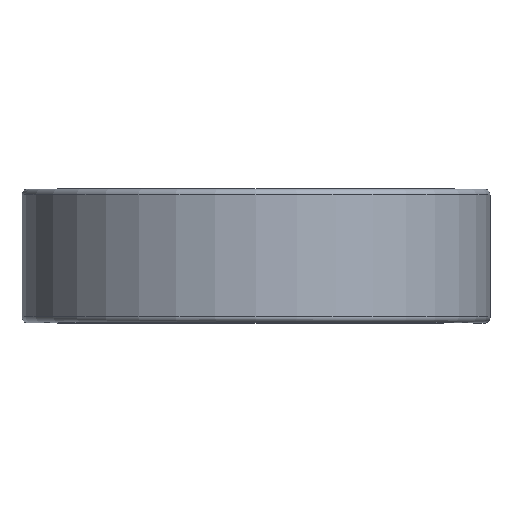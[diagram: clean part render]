
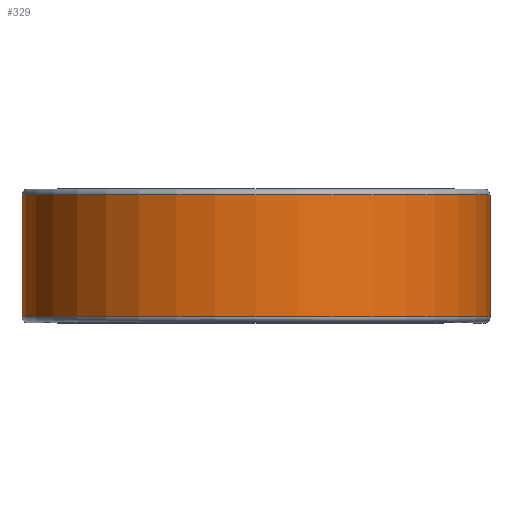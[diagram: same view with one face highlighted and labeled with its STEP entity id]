
A CAD part, top view. The second image highlights one B-rep face of the part: STEP entity #329.
In plain terms, the highlighted cylindrical face has radius 30.582 mm (diameter 61.163 mm), a partial arc.
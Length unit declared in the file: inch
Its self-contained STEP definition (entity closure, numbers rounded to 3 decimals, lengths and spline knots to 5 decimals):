
#2 = VERTEX_POINT ( 'NONE', #1855 ) ;
#23 = CARTESIAN_POINT ( 'NONE',  ( 0., 0.31375, -1.204 ) ) ;
#68 = VECTOR ( 'NONE', #1825, 39.37008 ) ;
#123 = LINE ( 'NONE', #1643, #68 ) ;
#236 = AXIS2_PLACEMENT_3D ( 'NONE', #1666, #1519, #1901 ) ;
#256 = VECTOR ( 'NONE', #2376, 39.37008 ) ;
#329 = ADVANCED_FACE ( 'NONE', ( #619 ), #2357, .T. ) ;
#548 = ORIENTED_EDGE ( 'NONE', *, *, #1071, .F. ) ;
#619 = FACE_OUTER_BOUND ( 'NONE', #1902, .T. ) ;
#625 = EDGE_CURVE ( 'NONE', #1777, #2, #1559, .T. ) ;
#635 = DIRECTION ( 'NONE',  ( 0., 0., -1. ) ) ;
#790 = EDGE_CURVE ( 'NONE', #1640, #2, #1793, .T. ) ;
#956 = VERTEX_POINT ( 'NONE', #1424 ) ;
#1051 = CARTESIAN_POINT ( 'NONE',  ( 0., -0.31375, 0. ) ) ;
#1061 = CARTESIAN_POINT ( 'NONE',  ( 1.204, 0.31375, 0. ) ) ;
#1071 = EDGE_CURVE ( 'NONE', #956, #1640, #1439, .T. ) ;
#1246 = ORIENTED_EDGE ( 'NONE', *, *, #625, .T. ) ;
#1259 = DIRECTION ( 'NONE',  ( 0., 0., -1. ) ) ;
#1424 = CARTESIAN_POINT ( 'NONE',  ( 1.204, -0.31375, 0. ) ) ;
#1439 = CIRCLE ( 'NONE', #1837, 1.204 ) ;
#1519 = DIRECTION ( 'NONE',  ( 0., -1., 0. ) ) ;
#1559 = CIRCLE ( 'NONE', #1611, 1.204 ) ;
#1611 = AXIS2_PLACEMENT_3D ( 'NONE', #1940, #2338, #635 ) ;
#1640 = VERTEX_POINT ( 'NONE', #1913 ) ;
#1643 = CARTESIAN_POINT ( 'NONE',  ( 1.204, 0.31375, 0. ) ) ;
#1666 = CARTESIAN_POINT ( 'NONE',  ( 0., 0.3125, 0. ) ) ;
#1774 = ORIENTED_EDGE ( 'NONE', *, *, #2467, .T. ) ;
#1777 = VERTEX_POINT ( 'NONE', #1061 ) ;
#1793 = LINE ( 'NONE', #23, #256 ) ;
#1825 = DIRECTION ( 'NONE',  ( 0., 1., 0. ) ) ;
#1837 = AXIS2_PLACEMENT_3D ( 'NONE', #1051, #2383, #1259 ) ;
#1855 = CARTESIAN_POINT ( 'NONE',  ( 0., 0.31375, -1.204 ) ) ;
#1901 = DIRECTION ( 'NONE',  ( 0., 0., -1. ) ) ;
#1902 = EDGE_LOOP ( 'NONE', ( #1774, #1246, #2214, #548 ) ) ;
#1913 = CARTESIAN_POINT ( 'NONE',  ( 0., -0.31375, -1.204 ) ) ;
#1940 = CARTESIAN_POINT ( 'NONE',  ( 0., 0.31375, 0. ) ) ;
#2214 = ORIENTED_EDGE ( 'NONE', *, *, #790, .F. ) ;
#2338 = DIRECTION ( 'NONE',  ( 0., -1., 0. ) ) ;
#2357 = CYLINDRICAL_SURFACE ( 'NONE', #236, 1.204 ) ;
#2376 = DIRECTION ( 'NONE',  ( 0., 1., 0. ) ) ;
#2383 = DIRECTION ( 'NONE',  ( 0., -1., 0. ) ) ;
#2467 = EDGE_CURVE ( 'NONE', #956, #1777, #123, .T. ) ;
